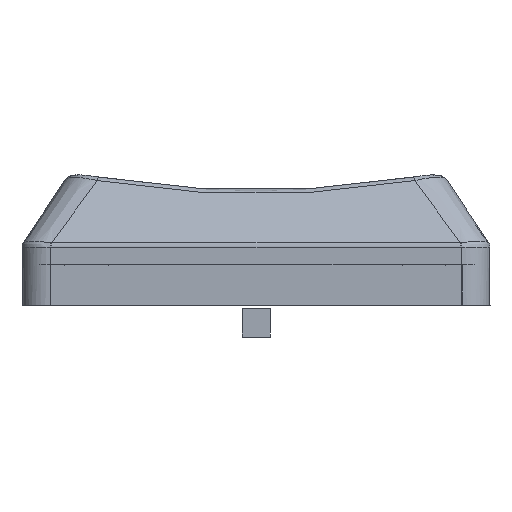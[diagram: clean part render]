
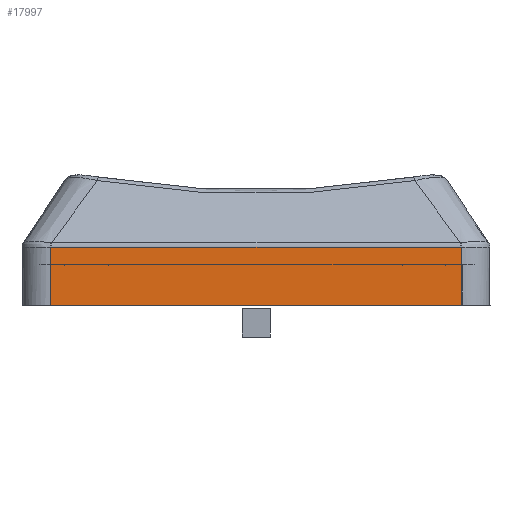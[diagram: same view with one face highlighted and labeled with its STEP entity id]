
A CAD part, front view. The second image highlights one B-rep face of the part: STEP entity #17997.
In plain terms, the highlighted planar face has unit normal (0, -1, 0).
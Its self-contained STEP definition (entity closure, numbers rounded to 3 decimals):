
#1328=ELLIPSE('',#19382,1.608,0.832);
#1329=ELLIPSE('',#19386,1.608,0.832);
#2413=FACE_OUTER_BOUND('',#3527,.T.);
#3527=EDGE_LOOP('',(#16311,#16312,#16313,#16314,#16315,#16316));
#5230=LINE('',#37583,#6958);
#5250=LINE('',#37950,#6978);
#5255=LINE('',#37964,#6983);
#5256=LINE('',#37966,#6984);
#6958=VECTOR('',#23836,10.);
#6978=VECTOR('',#23918,10.);
#6983=VECTOR('',#23937,10.);
#6984=VECTOR('',#23940,10.);
#8589=VERTEX_POINT('',#37516);
#8590=VERTEX_POINT('',#37577);
#8591=VERTEX_POINT('',#37581);
#8592=VERTEX_POINT('',#37600);
#8613=VERTEX_POINT('',#37945);
#8614=VERTEX_POINT('',#37948);
#11131=EDGE_CURVE('',#8590,#8589,#1328,.T.);
#11133=EDGE_CURVE('',#8591,#8590,#5230,.T.);
#11135=EDGE_CURVE('',#8592,#8591,#1329,.T.);
#11176=EDGE_CURVE('',#8613,#8614,#5250,.F.);
#11183=EDGE_CURVE('',#8589,#8614,#5255,.T.);
#11184=EDGE_CURVE('',#8613,#8592,#5256,.T.);
#16311=ORIENTED_EDGE('',*,*,#11184,.F.);
#16312=ORIENTED_EDGE('',*,*,#11176,.T.);
#16313=ORIENTED_EDGE('',*,*,#11183,.F.);
#16314=ORIENTED_EDGE('',*,*,#11131,.F.);
#16315=ORIENTED_EDGE('',*,*,#11133,.F.);
#16316=ORIENTED_EDGE('',*,*,#11135,.F.);
#16954=PLANE('',#19423);
#17997=ADVANCED_FACE('',(#2413),#16954,.F.);
#19382=AXIS2_PLACEMENT_3D('',#37579,#23830,#23831);
#19386=AXIS2_PLACEMENT_3D('',#37602,#23839,#23840);
#19423=AXIS2_PLACEMENT_3D('',#37965,#23938,#23939);
#23830=DIRECTION('center_axis',(0.,1.,0.));
#23831=DIRECTION('ref_axis',(-0.608,0.,0.794));
#23836=DIRECTION('',(1.,0.,0.));
#23839=DIRECTION('center_axis',(0.,1.,0.));
#23840=DIRECTION('ref_axis',(0.608,0.,0.794));
#23918=DIRECTION('',(-1.,0.,0.));
#23937=DIRECTION('',(0.,0.,-1.));
#23938=DIRECTION('center_axis',(0.,1.,0.));
#23939=DIRECTION('ref_axis',(0.,0.,
-1.));
#23940=DIRECTION('',(0.,0.,1.));
#37516=CARTESIAN_POINT('',(7.242,-93.256,1.307));
#37577=CARTESIAN_POINT('',(7.186,-93.256,1.309));
#37579=CARTESIAN_POINT('Origin',(7.852,-93.256,-0.064));
#37581=CARTESIAN_POINT('',(-7.202,-93.256,1.309));
#37583=CARTESIAN_POINT('',(2.37,-93.256,1.309));
#37600=CARTESIAN_POINT('',(-7.258,-93.256,1.307));
#37602=CARTESIAN_POINT('Origin',(-7.868,-93.256,-0.064));
#37945=CARTESIAN_POINT('',(-7.258,-93.256,-0.74));
#37948=CARTESIAN_POINT('',(7.242,-93.256,-0.74));
#37950=CARTESIAN_POINT('',(2.592,-93.256,-0.74));
#37964=CARTESIAN_POINT('',(7.242,-93.256,1.402));
#37965=CARTESIAN_POINT('Origin',(-0.008,-93.256,
1.402));
#37966=CARTESIAN_POINT('',(-7.258,-93.256,1.402));
